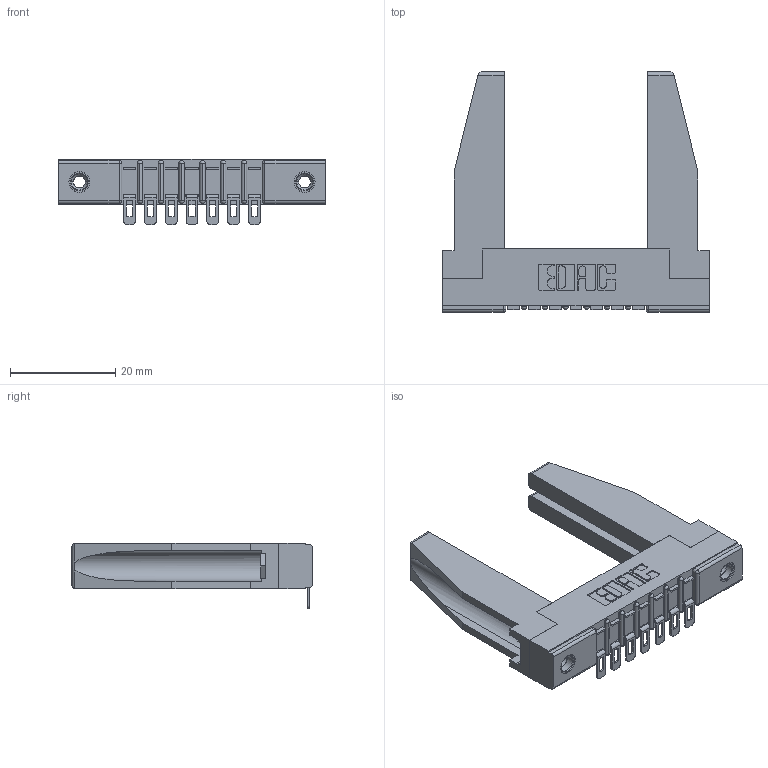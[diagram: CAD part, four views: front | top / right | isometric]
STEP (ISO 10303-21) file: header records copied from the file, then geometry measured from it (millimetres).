
FILE_DESCRIPTION (( 'STEP AP203' ), '1' );
FILE_NAME ('307-007-454-178.STEP', '2020-09-25T02:43:30', ( '' ), ( '' ), 'SwSTEP 2.0', 'SolidWorks 2020', '' );
FILE_SCHEMA (( 'CONFIG_CONTROL_DESIGN' ));
Length unit declared in the file: inch
Products named in the file (5): 307 Part_.156 Dia Mounting Holes; 345-250-001_345-250-001-102; 307-220-078; 307-007-454-178; 307-290-002_554
Assembly tree (12 placements, depth 2):
  307-007-454-178
    307 Part_.156 Dia Mounting Holes
    307-290-002_554  x7
    307-220-078  x2
    345-250-001_345-250-001-102  x2
Bounding box: 50.75 x 45.72 x 12.52 mm (x, y, z)
Volume: 7338.4 mm3; surface area: 9099.6 mm2
Topology: 12 solids, 12 shells, 823 faces, 2424 edges, 1584 vertices
Faces by surface type: plane 476, cylinder 315, sphere 16, cone 12, torus 4
Entity records: 13720 total; most frequent: CARTESIAN_POINT 2308, ORIENTED_EDGE 2254, DIRECTION 2221, EDGE_CURVE 1127, VECTOR 843, LINE 843, VERTEX_POINT 734, AXIS2_PLACEMENT_3D 689
